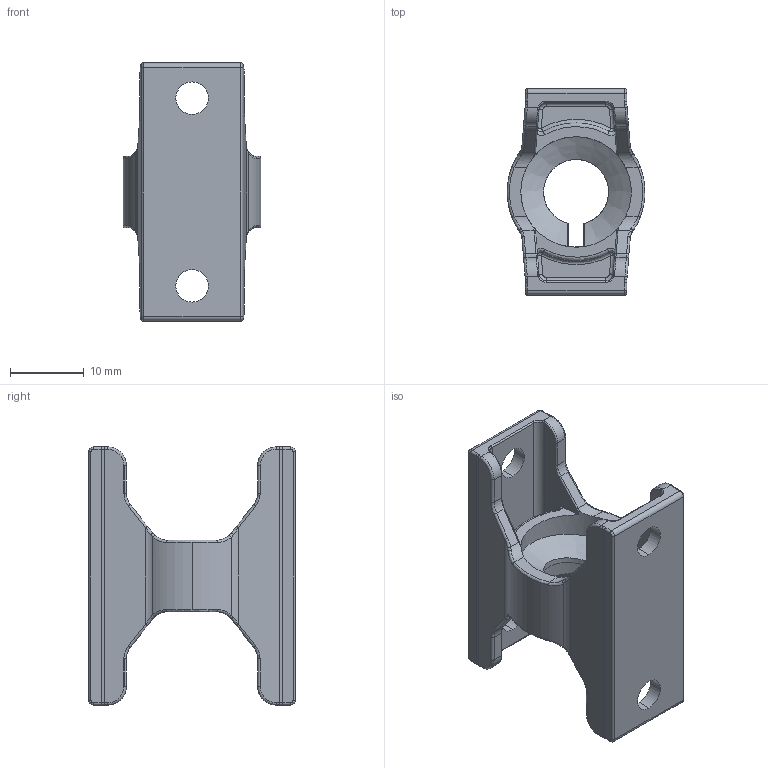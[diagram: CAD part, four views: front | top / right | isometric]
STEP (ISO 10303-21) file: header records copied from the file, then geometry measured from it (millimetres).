
FILE_DESCRIPTION (( 'STEP AP214' ), '1' );
FILE_NAME ('276-2045-031 Rev2.STEP', '2015-09-21T18:06:50', ( 'svradm' ), ( '' ), 'SwSTEP 2.0', 'SolidWorks 2015', '' );
FILE_SCHEMA (( 'AUTOMOTIVE_DESIGN' ));
Length unit declared in the file: inch
Products named in the file (1): 276-2045-031 Rev2
Bounding box: 18.64 x 27.94 x 34.92 mm (x, y, z)
Volume: 4270.8 mm3; surface area: 4487.1 mm2
Topology: 1 solids, 1 shells, 342 faces, 843 edges, 491 vertices
Faces by surface type: cylinder 145, bspline 141, plane 56
Entity records: 14475 total; most frequent: CARTESIAN_POINT 7706, ORIENTED_EDGE 1666, DIRECTION 1097, EDGE_CURVE 833, VERTEX_POINT 491, AXIS2_PLACEMENT_3D 407, EDGE_LOOP 350, ADVANCED_FACE 342
